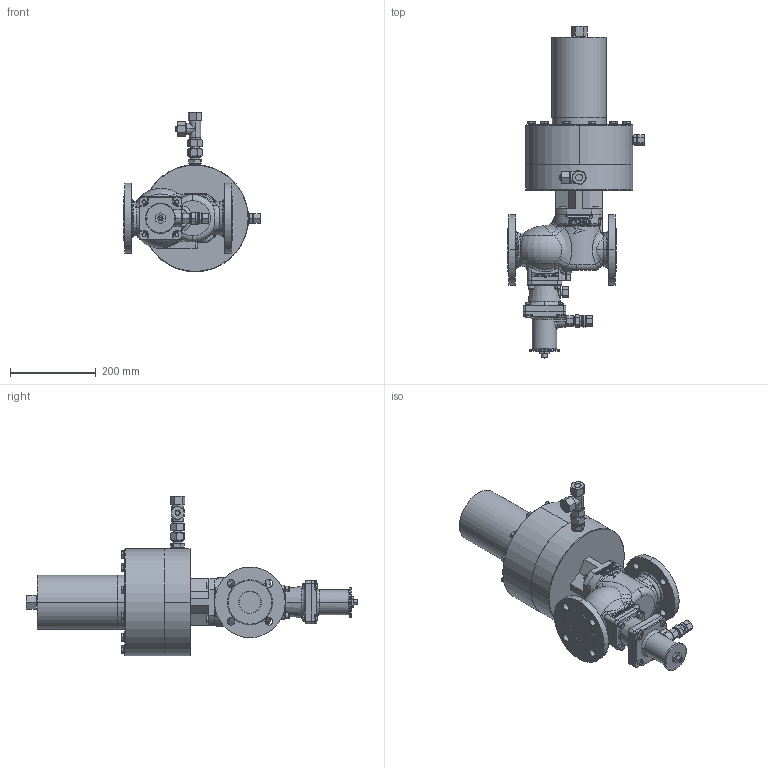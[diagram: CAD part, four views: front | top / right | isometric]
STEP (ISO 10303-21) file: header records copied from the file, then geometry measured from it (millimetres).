
FILE_DESCRIPTION (( 'STEP AP214' ), '1' );
FILE_NAME ('HON380_DN50_DN50_PN16_X_HON673_R_RE0.STEP', '2022-08-22T11:20:30', ( '' ), ( '' ), 'SwSTEP 2.0', 'SolidWorks 2019', '' );
FILE_SCHEMA (( 'AUTOMOTIVE_DESIGN' ));
Length unit declared in the file: millimetre
Products named in the file (1): HON380_DN50_DN50_PN16_X_HON673_R_RE0
Bounding box: 319.5 x 775.9 x 373.01 mm (x, y, z)
Volume: 14724812.8 mm3; surface area: 613558.9 mm2
Topology: 1 solids, 1 shells, 1894 faces, 4514 edges, 2754 vertices
Faces by surface type: plane 767, cylinder 358, bspline 338, cone 308, torus 105, sphere 18
Entity records: 74621 total; most frequent: CARTESIAN_POINT 30940, ORIENTED_EDGE 8996, DIRECTION 7677, EDGE_CURVE 4498, AXIS2_PLACEMENT_3D 2865, VERTEX_POINT 2754, EDGE_LOOP 2060, LINE 1947
